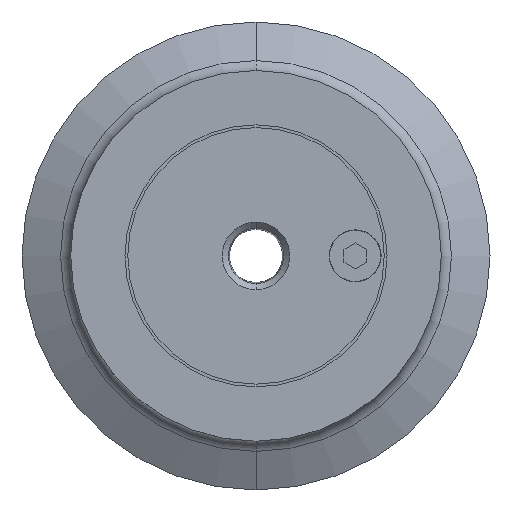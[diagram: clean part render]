
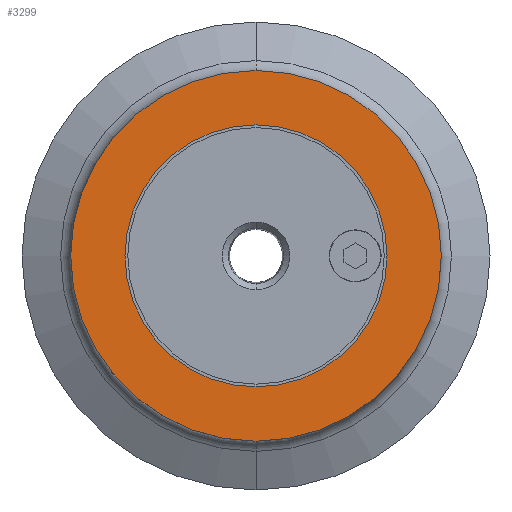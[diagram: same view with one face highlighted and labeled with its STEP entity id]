
A CAD part, top view. The second image highlights one B-rep face of the part: STEP entity #3299.
In plain terms, the highlighted planar face has unit normal (0, 0, 1).
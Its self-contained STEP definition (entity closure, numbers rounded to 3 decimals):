
#149=FACE_BOUND('',#564,.T.);
#185=PLANE('',#3752);
#345=FACE_OUTER_BOUND('',#563,.T.);
#563=EDGE_LOOP('',(#2629,#2630));
#564=EDGE_LOOP('',(#2631,#2632));
#1164=CIRCLE('',#3686,34.25);
#1166=CIRCLE('',#3689,49.5);
#1205=CIRCLE('',#3751,49.5);
#1206=CIRCLE('',#3753,34.25);
#1491=VERTEX_POINT('',#5706);
#1492=VERTEX_POINT('',#5707);
#1495=VERTEX_POINT('',#5715);
#1496=VERTEX_POINT('',#5716);
#1863=EDGE_CURVE('',#1491,#1492,#1164,.T.);
#1867=EDGE_CURVE('',#1495,#1496,#1166,.T.);
#1934=EDGE_CURVE('',#1496,#1495,#1205,.T.);
#1935=EDGE_CURVE('',#1492,#1491,#1206,.T.);
#2629=ORIENTED_EDGE('',*,*,#1867,.F.);
#2630=ORIENTED_EDGE('',*,*,#1934,.F.);
#2631=ORIENTED_EDGE('',*,*,#1935,.T.);
#2632=ORIENTED_EDGE('',*,*,#1863,.T.);
#3299=ADVANCED_FACE('',(#345,#149),#185,.F.);
#3686=AXIS2_PLACEMENT_3D('',#5708,#4608,#4609);
#3689=AXIS2_PLACEMENT_3D('',#5717,#4616,#4617);
#3751=AXIS2_PLACEMENT_3D('',#5855,#4764,#4765);
#3752=AXIS2_PLACEMENT_3D('',#5856,#4766,#4767);
#3753=AXIS2_PLACEMENT_3D('',#5857,#4768,#4769);
#4608=DIRECTION('center_axis',(0.,0.,-1.));
#4609=DIRECTION('ref_axis',(0.,1.,0.));
#4616=DIRECTION('center_axis',(0.,0.,-1.));
#4617=DIRECTION('ref_axis',(0.,1.,0.));
#4764=DIRECTION('center_axis',(0.,0.,-1.));
#4765=DIRECTION('ref_axis',(0.,1.,0.));
#4766=DIRECTION('center_axis',(0.,0.,-1.));
#4767=DIRECTION('ref_axis',(0.,-1.,0.));
#4768=DIRECTION('center_axis',(0.,0.,-1.));
#4769=DIRECTION('ref_axis',(0.,1.,0.));
#5706=CARTESIAN_POINT('',(0.,-34.25,0.));
#5707=CARTESIAN_POINT('',(0.,34.25,0.));
#5708=CARTESIAN_POINT('Origin',(0.,0.,0.));
#5715=CARTESIAN_POINT('',(0.,49.5,0.));
#5716=CARTESIAN_POINT('',(0.,-49.5,0.));
#5717=CARTESIAN_POINT('Origin',(0.,0.,0.));
#5855=CARTESIAN_POINT('Origin',(0.,0.,0.));
#5856=CARTESIAN_POINT('Origin',(-34.25,0.,0.));
#5857=CARTESIAN_POINT('Origin',(0.,0.,0.));
